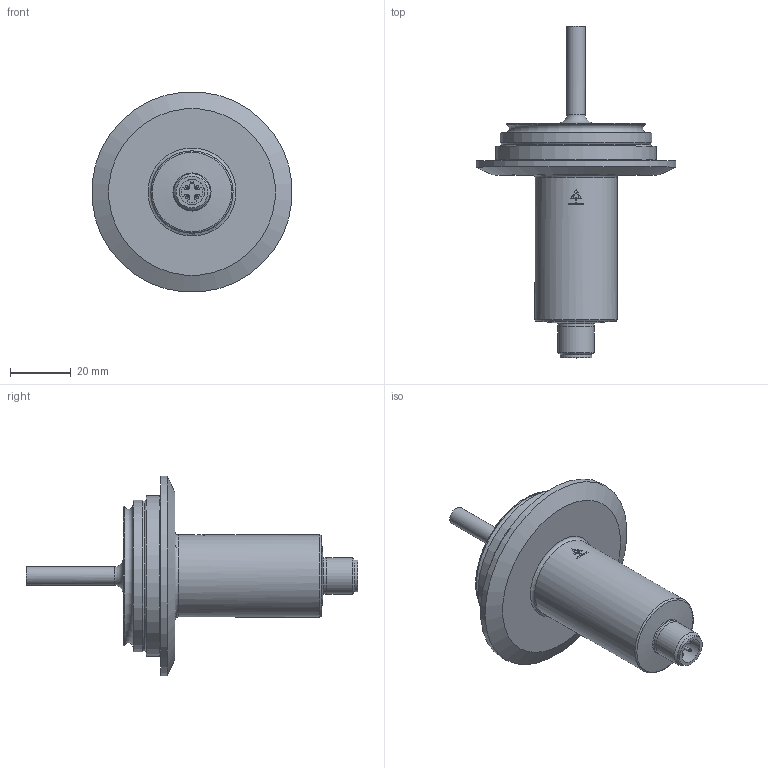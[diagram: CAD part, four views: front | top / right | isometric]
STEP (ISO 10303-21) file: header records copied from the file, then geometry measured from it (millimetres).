
FILE_DESCRIPTION(/* description */ ('Unknown'),/* implementation_level */ '2;1');
FILE_NAME(/* name */ 'FXFF012',/* time_stamp */ '2017-05-03T09:38:36+02:00',/* author */ ('Unknown'),/* organization */ ('Unknown'),/* preprocessor_version */ 'ST-DEVELOPER v16.7',/* originating_system */ 'DEX',/* authorisation */ $);
FILE_SCHEMA (('AUTOMOTIVE_DESIGN {1 0 10303 214 3 1 1}'));
Length unit declared in the file: millimetre
Products named in the file (1): TK_FXFF012
Bounding box: 65.75 x 109.2 x 65.75 mm (x, y, z)
Volume: 68040.8 mm3; surface area: 15606.7 mm2
Topology: 1 solids, 4 shells, 112 faces, 273 edges, 179 vertices
Faces by surface type: cylinder 48, plane 42, cone 11, torus 10, sphere 1
Full cylindrical faces by diameter (mm): 0.25 x8, 1 x4, 4 x2, 5 x1, 6 x1, 8.3 x1, 9.4 x1, 9.5 x1, 9.9 x1, 10 x1, 10.5 x1, 12 x2, 27 x1, 46 x1, 50 x1, 53 x1, 66 x1
Entity records: 3716 total; most frequent: DIRECTION 541, CARTESIAN_POINT 501, ORIENTED_EDGE 392, AXIS2_PLACEMENT_3D 236, EDGE_CURVE 196, EDGE_LOOP 193, FACE_BOUND 193, VERTEX_POINT 155
